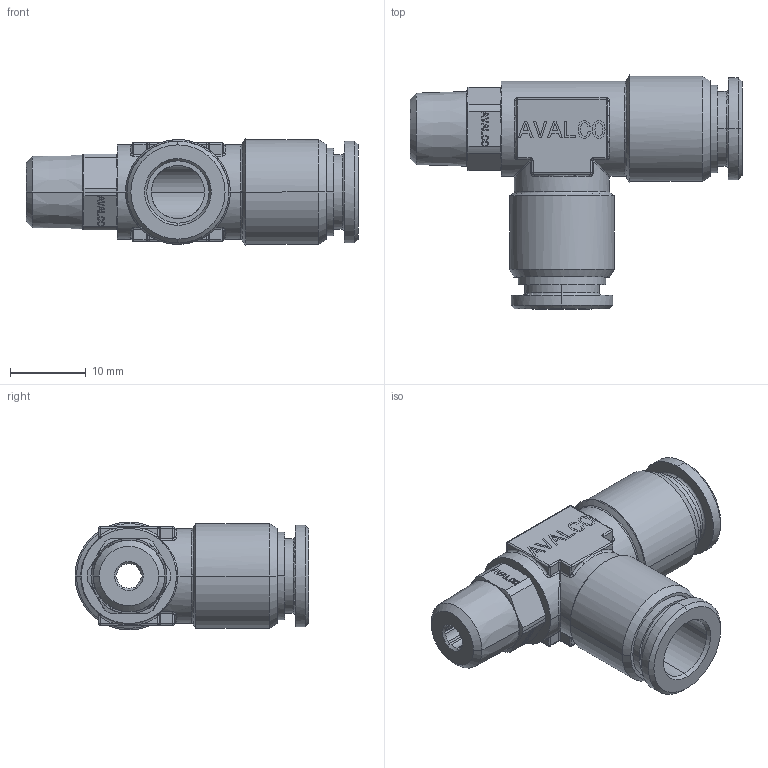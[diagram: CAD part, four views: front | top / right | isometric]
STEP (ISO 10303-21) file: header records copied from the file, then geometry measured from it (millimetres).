
FILE_DESCRIPTION(('CATIA V5 STEP Exchange'),'2;1');
FILE_NAME('PR425B-08R18.stp','2018-04-14T14:35:18+00:00',('none'),('none'),'CATIA Version 5 Release 21 GA (IN-10)','CATIA V5 STEP AP203','none');
FILE_SCHEMA(('CONFIG_CONTROL_DESIGN'));
Length unit declared in the file: millimetre
Products named in the file (1): PR425B-08R18
Bounding box: 43.7 x 30.79 x 14.19 mm (x, y, z)
Volume: 5026.8 mm3; surface area: 4602.7 mm2
Topology: 1 solids, 1 shells, 827 faces, 2163 edges, 1398 vertices
Faces by surface type: plane 621, cylinder 94, cone 46, torus 32, bspline 22, sphere 12
Entity records: 26745 total; most frequent: CARTESIAN_POINT 7340, ORIENTED_EDGE 4326, DIRECTION 3355, EDGE_CURVE 2163, VECTOR 1745, LINE 1745, VERTEX_POINT 1398, AXIS2_PLACEMENT_3D 915
